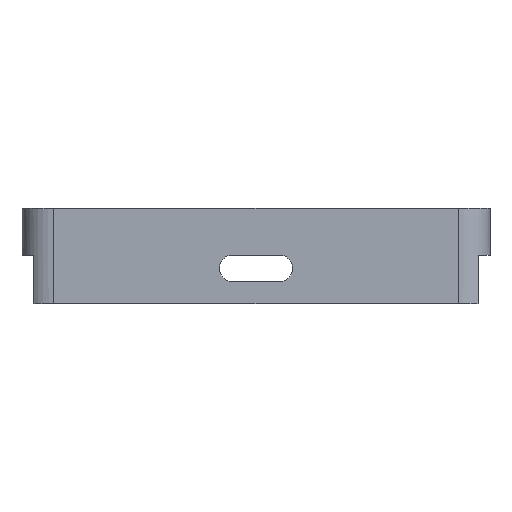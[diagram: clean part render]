
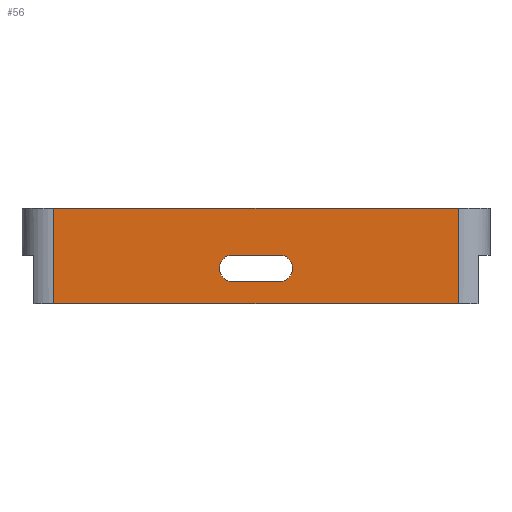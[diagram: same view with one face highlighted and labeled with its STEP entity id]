
A CAD part, left-side view. The second image highlights one B-rep face of the part: STEP entity #56.
In plain terms, the highlighted planar face has unit normal (-1, 0, 0).
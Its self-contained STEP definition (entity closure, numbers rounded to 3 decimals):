
#3 = VECTOR ( 'NONE', #548, 1000. ) ;
#12 = EDGE_CURVE ( 'NONE', #210, #1809, #1907, .T. ) ;
#43 = CARTESIAN_POINT ( 'NONE',  ( -59.85, -2.95, -5.9 ) ) ;
#56 = ADVANCED_FACE ( 'NONE', ( #1886, #912 ), #882, .F. ) ;
#125 = CIRCLE ( 'NONE', #1626, 1.65 ) ;
#141 = CARTESIAN_POINT ( 'NONE',  ( -59.85, -2.95, -9.2 ) ) ;
#153 = ORIENTED_EDGE ( 'NONE', *, *, #12, .T. ) ;
#179 = AXIS2_PLACEMENT_3D ( 'NONE', #1338, #359, #1029 ) ;
#198 = CARTESIAN_POINT ( 'NONE',  ( -59.85, -2.95, -5.9 ) ) ;
#210 = VERTEX_POINT ( 'NONE', #1133 ) ;
#270 = CARTESIAN_POINT ( 'NONE',  ( -59.85, 2.95, -9.2 ) ) ;
#272 = ORIENTED_EDGE ( 'NONE', *, *, #1390, .T. ) ;
#296 = CARTESIAN_POINT ( 'NONE',  ( -59.85, 2.95, -5.9 ) ) ;
#297 = CARTESIAN_POINT ( 'NONE',  ( -59.85, -2.95, -9.2 ) ) ;
#319 = DIRECTION ( 'NONE',  ( 0., 0., -1. ) ) ;
#359 = DIRECTION ( 'NONE',  ( 1., 0., 0. ) ) ;
#388 = VERTEX_POINT ( 'NONE', #1432 ) ;
#421 = EDGE_LOOP ( 'NONE', ( #1522, #990, #982, #153 ) ) ;
#423 = ORIENTED_EDGE ( 'NONE', *, *, #480, .T. ) ;
#468 = VECTOR ( 'NONE', #559, 1000. ) ;
#480 = EDGE_CURVE ( 'NONE', #1206, #1007, #1130, .T. ) ;
#538 = CARTESIAN_POINT ( 'NONE',  ( -59.85, 27.855, 0. ) ) ;
#548 = DIRECTION ( 'NONE',  ( 0., 0., -1. ) ) ;
#559 = DIRECTION ( 'NONE',  ( 0., 1., 0. ) ) ;
#576 = LINE ( 'NONE', #43, #620 ) ;
#596 = CARTESIAN_POINT ( 'NONE',  ( -59.85, 0., 0. ) ) ;
#612 = ORIENTED_EDGE ( 'NONE', *, *, #1778, .T. ) ;
#620 = VECTOR ( 'NONE', #1240, 1000. ) ;
#650 = CARTESIAN_POINT ( 'NONE',  ( -59.85, -2.95, -7.55 ) ) ;
#666 = DIRECTION ( 'NONE',  ( 1., 0., 0. ) ) ;
#670 = VECTOR ( 'NONE', #1403, 1000. ) ;
#748 = LINE ( 'NONE', #926, #670 ) ;
#751 = VERTEX_POINT ( 'NONE', #1856 ) ;
#804 = VERTEX_POINT ( 'NONE', #296 ) ;
#849 = AXIS2_PLACEMENT_3D ( 'NONE', #596, #1262, #1716 ) ;
#882 = PLANE ( 'NONE',  #849 ) ;
#904 = CARTESIAN_POINT ( 'NONE',  ( -59.85, 25.355, -5.9 ) ) ;
#908 = VERTEX_POINT ( 'NONE', #198 ) ;
#912 = FACE_OUTER_BOUND ( 'NONE', #421, .T. ) ;
#926 = CARTESIAN_POINT ( 'NONE',  ( -59.85, -25.355, 0. ) ) ;
#965 = DIRECTION ( 'NONE',  ( 0., 1., 0. ) ) ;
#982 = ORIENTED_EDGE ( 'NONE', *, *, #1750, .T. ) ;
#990 = ORIENTED_EDGE ( 'NONE', *, *, #1091, .T. ) ;
#1007 = VERTEX_POINT ( 'NONE', #270 ) ;
#1029 = DIRECTION ( 'NONE',  ( 0., 0., -1. ) ) ;
#1091 = EDGE_CURVE ( 'NONE', #388, #751, #748, .T. ) ;
#1107 = CARTESIAN_POINT ( 'NONE',  ( -59.85, 25.355, -12. ) ) ;
#1126 = VECTOR ( 'NONE', #965, 1000. ) ;
#1130 = LINE ( 'NONE', #297, #1126 ) ;
#1133 = CARTESIAN_POINT ( 'NONE',  ( -59.85, 25.355, 0. ) ) ;
#1206 = VERTEX_POINT ( 'NONE', #141 ) ;
#1240 = DIRECTION ( 'NONE',  ( 0., -1., 0. ) ) ;
#1262 = DIRECTION ( 'NONE',  ( 1., 0., 0. ) ) ;
#1338 = CARTESIAN_POINT ( 'NONE',  ( -59.85, 2.95, -7.55 ) ) ;
#1366 = LINE ( 'NONE', #538, #2114 ) ;
#1390 = EDGE_CURVE ( 'NONE', #1007, #804, #1958, .T. ) ;
#1403 = DIRECTION ( 'NONE',  ( 0., 0., 1. ) ) ;
#1412 = LINE ( 'NONE', #1906, #468 ) ;
#1432 = CARTESIAN_POINT ( 'NONE',  ( -59.85, -25.355, -12. ) ) ;
#1502 = EDGE_CURVE ( 'NONE', #388, #1809, #1412, .T. ) ;
#1522 = ORIENTED_EDGE ( 'NONE', *, *, #1502, .F. ) ;
#1626 = AXIS2_PLACEMENT_3D ( 'NONE', #650, #666, #319 ) ;
#1716 = DIRECTION ( 'NONE',  ( 0., 0., -1. ) ) ;
#1750 = EDGE_CURVE ( 'NONE', #751, #210, #1366, .T. ) ;
#1778 = EDGE_CURVE ( 'NONE', #804, #908, #576, .T. ) ;
#1809 = VERTEX_POINT ( 'NONE', #1107 ) ;
#1856 = CARTESIAN_POINT ( 'NONE',  ( -59.85, -25.355, 0. ) ) ;
#1886 = FACE_BOUND ( 'NONE', #1979, .T. ) ;
#1906 = CARTESIAN_POINT ( 'NONE',  ( -59.85, 27.855, -12. ) ) ;
#1907 = LINE ( 'NONE', #904, #3 ) ;
#1958 = CIRCLE ( 'NONE', #179, 1.65 ) ;
#1979 = EDGE_LOOP ( 'NONE', ( #612, #1991, #423, #272 ) ) ;
#1985 = EDGE_CURVE ( 'NONE', #908, #1206, #125, .T. ) ;
#1991 = ORIENTED_EDGE ( 'NONE', *, *, #1985, .T. ) ;
#2063 = DIRECTION ( 'NONE',  ( 0., 1., 0. ) ) ;
#2114 = VECTOR ( 'NONE', #2063, 1000. ) ;
